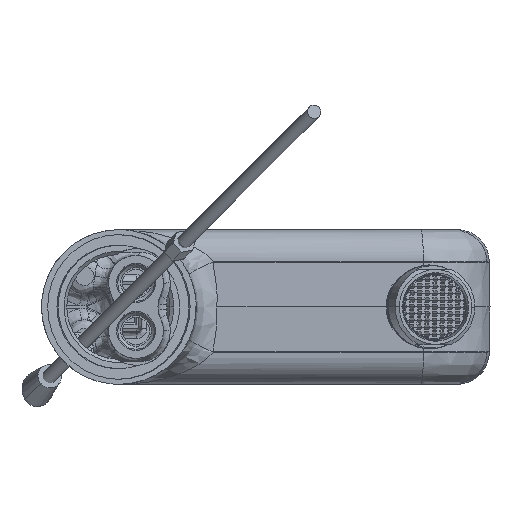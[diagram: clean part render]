
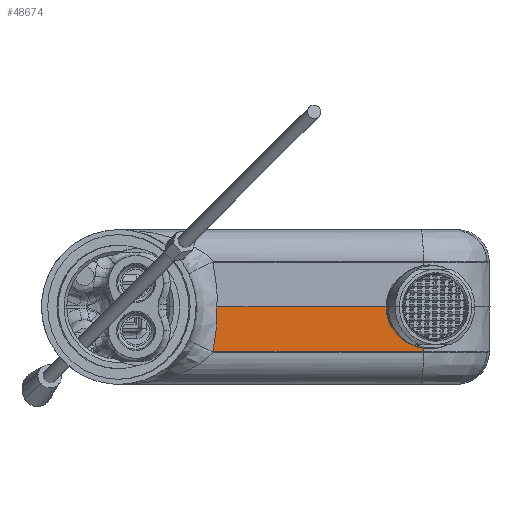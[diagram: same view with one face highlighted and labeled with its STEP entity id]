
A CAD part, front view. The second image highlights one B-rep face of the part: STEP entity #48674.
In plain terms, the highlighted planar face has unit normal (0.083, -0.996, -0.018).
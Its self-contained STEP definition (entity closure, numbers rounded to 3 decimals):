
#441 = VECTOR ( 'NONE', #23370, 1000. ) ;
#573 = CARTESIAN_POINT ( 'NONE',  ( -30.228, 33.586, 119.961 ) ) ;
#881 = CARTESIAN_POINT ( 'NONE',  ( -30.373, 33.59, 119.002 ) ) ;
#1189 = CARTESIAN_POINT ( 'NONE',  ( -30.074, 33.584, 120.805 ) ) ;
#1792 = CARTESIAN_POINT ( 'NONE',  ( -29.531, 33.571, 124.124 ) ) ;
#2103 = CARTESIAN_POINT ( 'NONE',  ( -30.389, 33.599, 118.453 ) ) ;
#2140 = DIRECTION ( 'NONE',  ( 0.997, 0.083, 0. ) ) ;
#2426 = CARTESIAN_POINT ( 'NONE',  ( -30.364, 33.603, 118.324 ) ) ;
#3455 = DIRECTION ( 'NONE',  ( -0.001, 0.017, -1. ) ) ;
#5537 = CARTESIAN_POINT ( 'NONE',  ( -29.421, 33.563, 125.09 ) ) ;
#5832 = CARTESIAN_POINT ( 'NONE',  ( -29.292, 33.548, 126.554 ) ) ;
#6132 = CARTESIAN_POINT ( 'NONE',  ( -30.389, 33.592, 118.825 ) ) ;
#6477 = CARTESIAN_POINT ( 'NONE',  ( -43.898, 32.476, 118.176 ) ) ;
#9882 = CARTESIAN_POINT ( 'NONE',  ( -29.475, 33.567, 124.606 ) ) ;
#10006 = ORIENTED_EDGE ( 'NONE', *, *, #42128, .T. ) ;
#10800 = CARTESIAN_POINT ( 'NONE',  ( -30.377, 33.591, 118.954 ) ) ;
#11104 = CARTESIAN_POINT ( 'NONE',  ( -30.259, 33.586, 119.784 ) ) ;
#11420 = CARTESIAN_POINT ( 'NONE',  ( -30.335, 33.607, 118.253 ) ) ;
#12281 = B_SPLINE_CURVE_WITH_KNOTS ( 'NONE', 3,
 ( #53350, #44050, #47763, #5832, #24190, #5537, #15462, #38776, #25407, #14853, #20738, #9882, #1792, #53046, #33825, #34442, #20433, #43735, #43128, #28841, #15166, #30084, #1189, #39388, #24483, #573, #38484, #11104, #39097, #58010, #58312, #20140, #44346, #43441, #881, #10800, #57393, #15763, #53647, #19826, #6132, #34148, #39683, #57696, #29769, #48676, #45276, #26026, #2103, #49595, #54575, #2426, #59545, #11420, #44982, #26636, #21966, #35370 ),
 .UNSPECIFIED., .F., .F.,
 ( 4, 1, 1, 1, 1, 1, 1, 1, 2, 2, 1, 1, 1, 1, 1, 2, 2, 2, 1, 1, 1, 1, 2, 2, 1, 1, 1, 1, 1, 2, 2, 1, 1, 1, 1, 2, 2, 1, 2, 2, 2, 4 ),
 ( 0., 0.25, 0.375, 0.437, 0.469, 0.484, 0.492, 0.496, 0.498, 0.5, 0.625, 0.687, 0.719, 0.734, 0.742, 0.746, 0.75, 0.812, 0.844, 0.859, 0.867, 0.871, 0.873, 0.875, 0.906, 0.922, 0.93, 0.934, 0.936, 0.937, 0.937, 0.953, 0.961, 0.965, 0.967, 0.968, 0.969, 0.977, 0.98, 0.984, 0.992, 1. ),
 .UNSPECIFIED. ) ;
#14104 = CARTESIAN_POINT ( 'NONE',  ( 24.589, 38.161, 120.033 ) ) ;
#14853 = CARTESIAN_POINT ( 'NONE',  ( -29.472, 33.567, 124.634 ) ) ;
#15166 = CARTESIAN_POINT ( 'NONE',  ( -29.971, 33.583, 121.362 ) ) ;
#15462 = CARTESIAN_POINT ( 'NONE',  ( -29.448, 33.565, 124.845 ) ) ;
#15763 = CARTESIAN_POINT ( 'NONE',  ( -30.381, 33.591, 118.922 ) ) ;
#17424 = LINE ( 'NONE', #49716, #38831 ) ;
#18312 = EDGE_CURVE ( 'NONE', #30364, #31303, #56792, .T. ) ;
#19826 = CARTESIAN_POINT ( 'NONE',  ( -30.381, 33.591, 118.914 ) ) ;
#19979 = CARTESIAN_POINT ( 'NONE',  ( 30.91, 38.722, 118.169 ) ) ;
#20140 = CARTESIAN_POINT ( 'NONE',  ( -30.297, 33.587, 119.554 ) ) ;
#20354 = AXIS2_PLACEMENT_3D ( 'NONE', #6477, #20774, #2140 ) ;
#20433 = CARTESIAN_POINT ( 'NONE',  ( -29.927, 33.582, 121.61 ) ) ;
#20738 = CARTESIAN_POINT ( 'NONE',  ( -29.474, 33.567, 124.616 ) ) ;
#20774 = DIRECTION ( 'NONE',  ( 0.083, -0.996, -0.017 ) ) ;
#21966 = CARTESIAN_POINT ( 'NONE',  ( -30.232, 33.617, 118.169 ) ) ;
#22888 = CARTESIAN_POINT ( 'NONE',  ( -29.317, 33.466, 131.161 ) ) ;
#23370 = DIRECTION ( 'NONE',  ( -0.997, -0.083, 0. ) ) ;
#23416 = CARTESIAN_POINT ( 'NONE',  ( 30.912, 38.706, 119.057 ) ) ;
#24190 = CARTESIAN_POINT ( 'NONE',  ( -29.373, 33.559, 125.58 ) ) ;
#24483 = CARTESIAN_POINT ( 'NONE',  ( -30.187, 33.585, 120.198 ) ) ;
#25407 = CARTESIAN_POINT ( 'NONE',  ( -29.469, 33.567, 124.66 ) ) ;
#25708 = CARTESIAN_POINT ( 'NONE',  ( -30.199, 33.62, 118.169 ) ) ;
#26026 = CARTESIAN_POINT ( 'NONE',  ( -30.393, 33.598, 118.499 ) ) ;
#26636 = CARTESIAN_POINT ( 'NONE',  ( -30.263, 33.614, 118.18 ) ) ;
#26845 = VERTEX_POINT ( 'NONE', #22888 ) ;
#27049 =( BOUNDED_CURVE ( )  B_SPLINE_CURVE ( 3, ( #23416, #14104, #52284, #28703 ),
 .UNSPECIFIED., .F., .F. ) 
 B_SPLINE_CURVE_WITH_KNOTS ( ( 4, 4 ),
 ( 4.965, 6.381 ),
 .UNSPECIFIED. ) 
 CURVE ( )  GEOMETRIC_REPRESENTATION_ITEM ( )  RATIONAL_B_SPLINE_CURVE ( ( 1., 0.84, 0.84, 1. ) ) 
 REPRESENTATION_ITEM ( '' )  );
#28703 = CARTESIAN_POINT ( 'NONE',  ( 20.477, 37.623, 131.161 ) ) ;
#28841 = CARTESIAN_POINT ( 'NONE',  ( -29.968, 33.583, 121.383 ) ) ;
#29769 = CARTESIAN_POINT ( 'NONE',  ( -30.394, 33.597, 118.518 ) ) ;
#30084 = CARTESIAN_POINT ( 'NONE',  ( -30.024, 33.583, 121.075 ) ) ;
#30118 = FACE_OUTER_BOUND ( 'NONE', #41335, .T. ) ;
#30364 = VERTEX_POINT ( 'NONE', #25708 ) ;
#31303 = VERTEX_POINT ( 'NONE', #19979 ) ;
#33733 = ORIENTED_EDGE ( 'NONE', *, *, #54516, .T. ) ;
#33825 = CARTESIAN_POINT ( 'NONE',  ( -29.793, 33.58, 122.383 ) ) ;
#34148 = CARTESIAN_POINT ( 'NONE',  ( -30.396, 33.594, 118.71 ) ) ;
#34442 = CARTESIAN_POINT ( 'NONE',  ( -29.881, 33.581, 121.871 ) ) ;
#35370 = CARTESIAN_POINT ( 'NONE',  ( -30.199, 33.62, 118.169 ) ) ;
#37390 = CARTESIAN_POINT ( 'NONE',  ( -43.879, 32.25, 131.161 ) ) ;
#38484 = CARTESIAN_POINT ( 'NONE',  ( -30.249, 33.586, 119.843 ) ) ;
#38776 = CARTESIAN_POINT ( 'NONE',  ( -29.462, 33.566, 124.722 ) ) ;
#38831 = VECTOR ( 'NONE', #3455, 1000. ) ;
#39097 = CARTESIAN_POINT ( 'NONE',  ( -30.263, 33.586, 119.758 ) ) ;
#39388 = CARTESIAN_POINT ( 'NONE',  ( -30.15, 33.585, 120.4 ) ) ;
#39683 = CARTESIAN_POINT ( 'NONE',  ( -30.397, 33.596, 118.595 ) ) ;
#40427 = CARTESIAN_POINT ( 'NONE',  ( 20.477, 37.623, 131.161 ) ) ;
#41335 = EDGE_LOOP ( 'NONE', ( #50297, #33733, #43402, #10006, #49442 ) ) ;
#41419 = LINE ( 'NONE', #37390, #441 ) ;
#42128 = EDGE_CURVE ( 'NONE', #26845, #30364, #12281, .T. ) ;
#43128 = CARTESIAN_POINT ( 'NONE',  ( -29.961, 33.583, 121.421 ) ) ;
#43402 = ORIENTED_EDGE ( 'NONE', *, *, #47597, .T. ) ;
#43441 = CARTESIAN_POINT ( 'NONE',  ( -30.362, 33.59, 119.102 ) ) ;
#43735 = CARTESIAN_POINT ( 'NONE',  ( -29.95, 33.582, 121.478 ) ) ;
#44050 = CARTESIAN_POINT ( 'NONE',  ( -29.239, 33.491, 130.099 ) ) ;
#44346 = CARTESIAN_POINT ( 'NONE',  ( -30.333, 33.588, 119.325 ) ) ;
#44723 = VERTEX_POINT ( 'NONE', #55885 ) ;
#44982 = CARTESIAN_POINT ( 'NONE',  ( -30.318, 33.609, 118.227 ) ) ;
#45276 = CARTESIAN_POINT ( 'NONE',  ( -30.393, 33.598, 118.501 ) ) ;
#45861 = VERTEX_POINT ( 'NONE', #40427 ) ;
#47597 = EDGE_CURVE ( 'NONE', #45861, #26845, #41419, .T. ) ;
#47763 = CARTESIAN_POINT ( 'NONE',  ( -29.2, 33.522, 128.482 ) ) ;
#48674 = ADVANCED_FACE ( 'NONE', ( #30118 ), #48711, .T. ) ;
#48676 = CARTESIAN_POINT ( 'NONE',  ( -30.393, 33.597, 118.508 ) ) ;
#48711 = PLANE ( 'NONE',  #20354 ) ;
#49442 = ORIENTED_EDGE ( 'NONE', *, *, #18312, .T. ) ;
#49595 = CARTESIAN_POINT ( 'NONE',  ( -30.382, 33.6, 118.397 ) ) ;
#49716 = CARTESIAN_POINT ( 'NONE',  ( 30.929, 38.495, 131.185 ) ) ;
#50297 = ORIENTED_EDGE ( 'NONE', *, *, #56311, .F. ) ;
#52284 = CARTESIAN_POINT ( 'NONE',  ( 20.448, 37.731, 124.837 ) ) ;
#52431 = CARTESIAN_POINT ( 'NONE',  ( -43.898, 32.476, 118.169 ) ) ;
#53046 = CARTESIAN_POINT ( 'NONE',  ( -29.635, 33.576, 123.362 ) ) ;
#53350 = CARTESIAN_POINT ( 'NONE',  ( -29.317, 33.466, 131.161 ) ) ;
#53647 = CARTESIAN_POINT ( 'NONE',  ( -30.381, 33.591, 118.915 ) ) ;
#53812 = VECTOR ( 'NONE', #57398, 1000. ) ;
#54516 = EDGE_CURVE ( 'NONE', #44723, #45861, #27049, .T. ) ;
#54575 = CARTESIAN_POINT ( 'NONE',  ( -30.372, 33.602, 118.352 ) ) ;
#55885 = CARTESIAN_POINT ( 'NONE',  ( 30.912, 38.706, 119.057 ) ) ;
#56311 = EDGE_CURVE ( 'NONE', #44723, #31303, #17424, .T. ) ;
#56792 = LINE ( 'NONE', #52431, #53812 ) ;
#57393 = CARTESIAN_POINT ( 'NONE',  ( -30.38, 33.591, 118.931 ) ) ;
#57398 = DIRECTION ( 'NONE',  ( 0.997, 0.083, 0. ) ) ;
#57696 = CARTESIAN_POINT ( 'NONE',  ( -30.395, 33.597, 118.543 ) ) ;
#58010 = CARTESIAN_POINT ( 'NONE',  ( -30.266, 33.586, 119.741 ) ) ;
#58312 = CARTESIAN_POINT ( 'NONE',  ( -30.267, 33.586, 119.735 ) ) ;
#59545 = CARTESIAN_POINT ( 'NONE',  ( -30.357, 33.604, 118.303 ) ) ;
